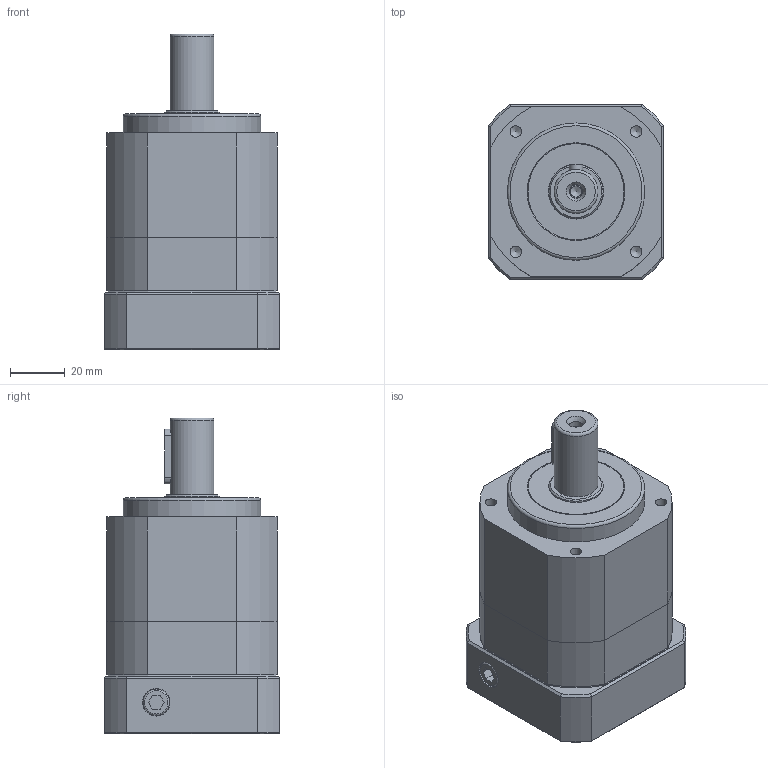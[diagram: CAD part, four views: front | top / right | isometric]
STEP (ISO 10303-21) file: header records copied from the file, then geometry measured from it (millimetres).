
FILE_DESCRIPTION((''),'2;1');
FILE_NAME('KSE-62-1.stp','2012-02-15T10:45:45',('young'),(''),'Autodesk Inventor 2012','Autodesk Inventor 2012','');
FILE_SCHEMA(('AUTOMOTIVE_DESIGN { 1 0 10303 214 1 1 1 1 }'));
Length unit declared in the file: millimetre
Products named in the file (1): KSE-62-1
Bounding box: 64 x 64 x 115 mm (x, y, z)
Volume: 250284.6 mm3; surface area: 71703.8 mm2
Topology: 18 solids, 18 shells, 456 faces, 1052 edges, 669 vertices
Faces by surface type: plane 250, cylinder 105, cone 77, torus 13, bspline 11
Full cylindrical faces by diameter (mm): 3.3 x5, 4 x1, 4.2 x14, 4.5 x5, 5 x6, 5.5 x4, 7 x1, 8 x4, 8.5 x4, 9 x4, 9.5 x2, 14.2 x1, 16 x2, 17 x1, 19.8 x3, 20 x2, 35 x4, 42 x1, 50 x4
Entity records: 13183 total; most frequent: CARTESIAN_POINT 3323, DIRECTION 2051, ORIENTED_EDGE 1790, EDGE_CURVE 895, AXIS2_PLACEMENT_3D 786, EDGE_LOOP 649, VERTEX_POINT 636, VECTOR 479
